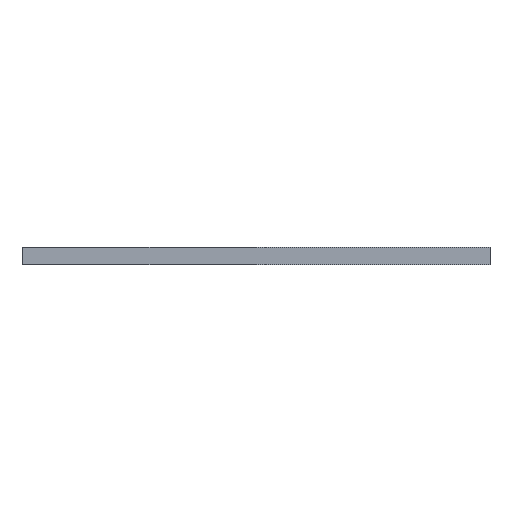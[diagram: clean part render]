
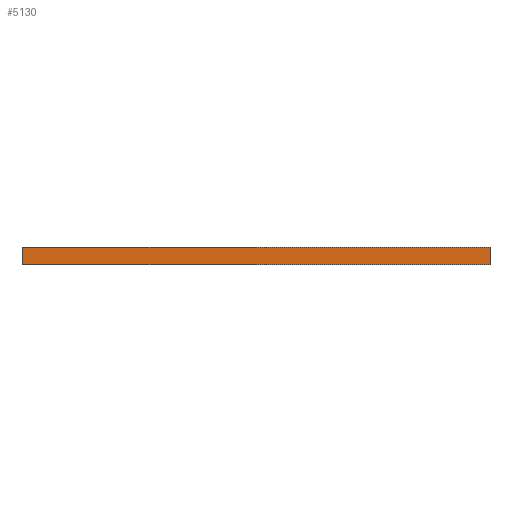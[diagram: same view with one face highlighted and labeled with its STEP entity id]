
A CAD part, left-side view. The second image highlights one B-rep face of the part: STEP entity #5130.
In plain terms, the highlighted planar face has unit normal (-1, 0, 0).
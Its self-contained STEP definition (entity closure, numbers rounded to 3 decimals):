
#42 = ORIENTED_EDGE ( 'NONE', *, *, #2137, .T. ) ;
#632 = EDGE_CURVE ( 'NONE', #7351, #3272, #7305, .T. ) ;
#736 = EDGE_LOOP ( 'NONE', ( #6768, #5602, #42, #3014 ) ) ;
#992 = CARTESIAN_POINT ( 'NONE',  ( -22.4, 22.875, -0.85 ) ) ;
#1149 = LINE ( 'NONE', #5571, #7668 ) ;
#1482 = DIRECTION ( 'NONE',  ( 0., 1., 0. ) ) ;
#1674 = FACE_OUTER_BOUND ( 'NONE', #736, .T. ) ;
#1699 = CARTESIAN_POINT ( 'NONE',  ( -22.4, -22.875, 0.85 ) ) ;
#1811 = LINE ( 'NONE', #4504, #5782 ) ;
#2137 = EDGE_CURVE ( 'NONE', #4316, #7351, #2717, .T. ) ;
#2357 = VECTOR ( 'NONE', #6055, 1000. ) ;
#2441 = CARTESIAN_POINT ( 'NONE',  ( -22.4, 22.875, 0.85 ) ) ;
#2594 = CARTESIAN_POINT ( 'NONE',  ( -22.4, -22.875, 0.85 ) ) ;
#2597 = EDGE_CURVE ( 'NONE', #7306, #3272, #1811, .T. ) ;
#2717 = LINE ( 'NONE', #6960, #3080 ) ;
#3014 = ORIENTED_EDGE ( 'NONE', *, *, #632, .T. ) ;
#3080 = VECTOR ( 'NONE', #3398, 1000. ) ;
#3272 = VERTEX_POINT ( 'NONE', #992 ) ;
#3398 = DIRECTION ( 'NONE',  ( 0., 1., 0. ) ) ;
#4316 = VERTEX_POINT ( 'NONE', #2594 ) ;
#4504 = CARTESIAN_POINT ( 'NONE',  ( -22.4, -22.875, -0.85 ) ) ;
#4633 = PLANE ( 'NONE',  #5872 ) ;
#5121 = CARTESIAN_POINT ( 'NONE',  ( -22.4, 22.875, 0.85 ) ) ;
#5130 = ADVANCED_FACE ( 'NONE', ( #1674 ), #4633, .T. ) ;
#5571 = CARTESIAN_POINT ( 'NONE',  ( -22.4, -22.875, 0.85 ) ) ;
#5602 = ORIENTED_EDGE ( 'NONE', *, *, #5785, .F. ) ;
#5782 = VECTOR ( 'NONE', #1482, 1000. ) ;
#5785 = EDGE_CURVE ( 'NONE', #4316, #7306, #1149, .T. ) ;
#5869 = DIRECTION ( 'NONE',  ( -1., 0., 0. ) ) ;
#5872 = AXIS2_PLACEMENT_3D ( 'NONE', #1699, #5869, #7627 ) ;
#6055 = DIRECTION ( 'NONE',  ( 0., 0., -1. ) ) ;
#6349 = CARTESIAN_POINT ( 'NONE',  ( -22.4, -22.875, -0.85 ) ) ;
#6768 = ORIENTED_EDGE ( 'NONE', *, *, #2597, .F. ) ;
#6772 = DIRECTION ( 'NONE',  ( 0., 0., -1. ) ) ;
#6960 = CARTESIAN_POINT ( 'NONE',  ( -22.4, -22.875, 0.85 ) ) ;
#7305 = LINE ( 'NONE', #2441, #2357 ) ;
#7306 = VERTEX_POINT ( 'NONE', #6349 ) ;
#7351 = VERTEX_POINT ( 'NONE', #5121 ) ;
#7627 = DIRECTION ( 'NONE',  ( 0., 0., 1. ) ) ;
#7668 = VECTOR ( 'NONE', #6772, 1000. ) ;
